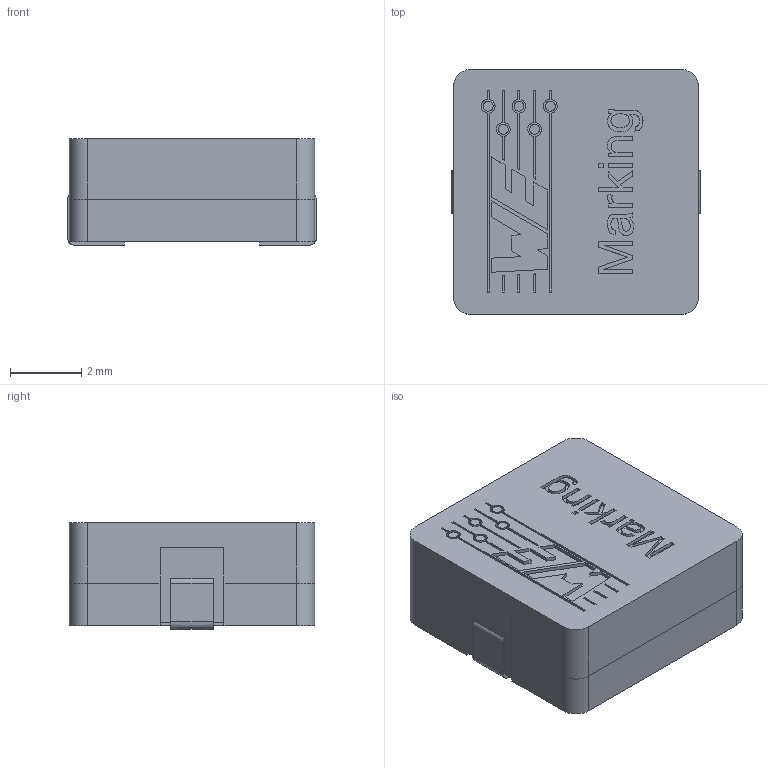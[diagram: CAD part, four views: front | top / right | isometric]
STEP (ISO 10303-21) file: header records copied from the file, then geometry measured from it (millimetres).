
FILE_DESCRIPTION(('FreeCAD Model'),'2;1');
FILE_NAME('Inductor_WE-HCI-7030.stp', '2016-03-24T13:50:14',('Author'),(''), 'Open CASCADE STEP processor 6.8','FreeCAD','Unknown');
FILE_SCHEMA(('AUTOMOTIVE_DESIGN_CC2 { 1 2 10303 214 -1 1 5 4 }'));
Length unit declared in the file: millimetre
Products named in the file (1): Fusion
Bounding box: 7 x 6.9 x 3 mm (x, y, z)
Volume: 127.3 mm3; surface area: 377.1 mm2
Topology: 1 solids, 2 shells, 260 faces, 674 edges, 442 vertices
Faces by surface type: plane 193, extrusion 31, bspline 19, cylinder 17
Full cylindrical faces by diameter (mm): 2.5 x1
Entity records: 27746 total; most frequent: CARTESIAN_POINT 14032, DIRECTION 1568, ORIENTED_EDGE 1348, PCURVE 1348, DEFINITIONAL_REPRESENTATION 1348, VECTOR 1089, LINE 1058, B_SPLINE_CURVE_WITH_KNOTS 951
